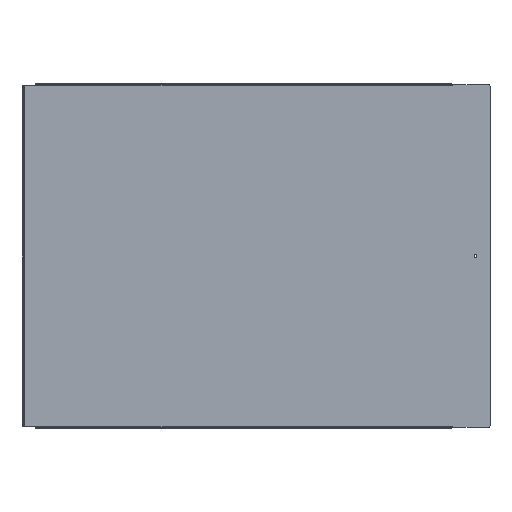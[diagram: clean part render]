
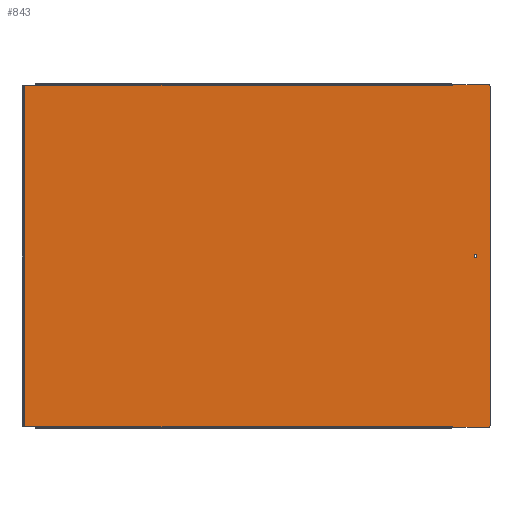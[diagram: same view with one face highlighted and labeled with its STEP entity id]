
A CAD part, front view. The second image highlights one B-rep face of the part: STEP entity #843.
In plain terms, the highlighted planar face has unit normal (0, -1, 0).
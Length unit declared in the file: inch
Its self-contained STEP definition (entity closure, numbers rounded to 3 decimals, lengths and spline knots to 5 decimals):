
#21=FACE_BOUND('',#147,.T.);
#47=PLANE('',#943);
#93=FACE_OUTER_BOUND('',#146,.T.);
#146=EDGE_LOOP('',(#738,#739,#740,#741,#742,#743,#744,#745,#746,#747,#748,
#749,#750,#751));
#147=EDGE_LOOP('',(#752));
#160=LINE('',#1233,#239);
#213=LINE('',#1399,#292);
#216=LINE('',#1405,#295);
#217=LINE('',#1407,#296);
#218=LINE('',#1409,#297);
#220=LINE('',#1413,#299);
#221=LINE('',#1415,#300);
#222=LINE('',#1418,#301);
#228=LINE('',#1436,#307);
#230=LINE('',#1440,#309);
#239=VECTOR('',#974,0.3937);
#292=VECTOR('',#1141,0.3937);
#295=VECTOR('',#1150,0.3937);
#296=VECTOR('',#1153,0.3937);
#297=VECTOR('',#1156,0.3937);
#299=VECTOR('',#1160,0.3937);
#300=VECTOR('',#1163,0.3937);
#301=VECTOR('',#1166,0.3937);
#307=VECTOR('',#1186,0.3937);
#309=VECTOR('',#1192,0.3937);
#313=CIRCLE('',#865,0.065);
#316=CIRCLE('',#869,0.075);
#320=CIRCLE('',#876,0.075);
#346=CIRCLE('',#929,0.0315);
#350=CIRCLE('',#944,0.0315);
#353=VERTEX_POINT('',#1214);
#357=VERTEX_POINT('',#1223);
#358=VERTEX_POINT('',#1225);
#360=VERTEX_POINT('',#1231);
#372=VERTEX_POINT('',#1259);
#393=VERTEX_POINT('',#1313);
#411=VERTEX_POINT('',#1374);
#412=VERTEX_POINT('',#1378);
#413=VERTEX_POINT('',#1384);
#414=VERTEX_POINT('',#1390);
#415=VERTEX_POINT('',#1397);
#416=VERTEX_POINT('',#1398);
#417=VERTEX_POINT('',#1411);
#418=VERTEX_POINT('',#1417);
#423=VERTEX_POINT('',#1435);
#425=EDGE_CURVE('',#353,#353,#313,.T.);
#430=EDGE_CURVE('',#357,#358,#316,.T.);
#434=EDGE_CURVE('',#357,#360,#160,.T.);
#448=EDGE_CURVE('',#372,#360,#320,.T.);
#516=EDGE_CURVE('',#415,#416,#213,.T.);
#519=EDGE_CURVE('',#411,#415,#346,.T.);
#520=EDGE_CURVE('',#412,#411,#216,.T.);
#521=EDGE_CURVE('',#412,#413,#217,.T.);
#522=EDGE_CURVE('',#414,#413,#218,.T.);
#524=EDGE_CURVE('',#372,#417,#220,.T.);
#525=EDGE_CURVE('',#416,#358,#221,.T.);
#526=EDGE_CURVE('',#418,#414,#222,.T.);
#535=EDGE_CURVE('',#417,#423,#228,.T.);
#537=EDGE_CURVE('',#423,#393,#350,.T.);
#538=EDGE_CURVE('',#393,#418,#230,.T.);
#738=ORIENTED_EDGE('',*,*,#430,.F.);
#739=ORIENTED_EDGE('',*,*,#434,.T.);
#740=ORIENTED_EDGE('',*,*,#448,.F.);
#741=ORIENTED_EDGE('',*,*,#524,.T.);
#742=ORIENTED_EDGE('',*,*,#535,.T.);
#743=ORIENTED_EDGE('',*,*,#537,.T.);
#744=ORIENTED_EDGE('',*,*,#538,.T.);
#745=ORIENTED_EDGE('',*,*,#526,.T.);
#746=ORIENTED_EDGE('',*,*,#522,.T.);
#747=ORIENTED_EDGE('',*,*,#521,.F.);
#748=ORIENTED_EDGE('',*,*,#520,.T.);
#749=ORIENTED_EDGE('',*,*,#519,.T.);
#750=ORIENTED_EDGE('',*,*,#516,.T.);
#751=ORIENTED_EDGE('',*,*,#525,.T.);
#752=ORIENTED_EDGE('',*,*,#425,.T.);
#843=ADVANCED_FACE('',(#93,#21),#47,.F.);
#865=AXIS2_PLACEMENT_3D('',#1215,#957,#958);
#869=AXIS2_PLACEMENT_3D('',#1226,#967,#968);
#876=AXIS2_PLACEMENT_3D('',#1261,#995,#996);
#929=AXIS2_PLACEMENT_3D('',#1403,#1146,#1147);
#943=AXIS2_PLACEMENT_3D('',#1438,#1188,#1189);
#944=AXIS2_PLACEMENT_3D('',#1439,#1190,#1191);
#957=DIRECTION('center_axis',(0.,1.,0.));
#958=DIRECTION('ref_axis',(0.,0.,-1.));
#967=DIRECTION('center_axis',(0.,1.,0.));
#968=DIRECTION('ref_axis',(0.707,0.,-0.707));
#974=DIRECTION('',(0.,0.,1.));
#995=DIRECTION('center_axis',(0.,1.,0.));
#996=DIRECTION('ref_axis',(0.707,0.,0.707));
#1141=DIRECTION('',(0.,0.,-1.));
#1146=DIRECTION('center_axis',(0.,1.,0.));
#1147=DIRECTION('ref_axis',(-1.,0.,0.));
#1150=DIRECTION('',(1.,0.,0.));
#1153=DIRECTION('',(-1.,0.,0.));
#1156=DIRECTION('',(0.,0.,-1.));
#1160=DIRECTION('',(-1.,0.,0.));
#1163=DIRECTION('',(1.,0.,0.));
#1166=DIRECTION('',(-1.,0.,0.));
#1186=DIRECTION('',(0.,0.,-1.));
#1188=DIRECTION('center_axis',(0.,1.,0.));
#1189=DIRECTION('ref_axis',(1.,0.,0.));
#1190=DIRECTION('center_axis',(0.,1.,0.));
#1191=DIRECTION('ref_axis',(-1.,0.,0.));
#1192=DIRECTION('',(-1.,0.,0.));
#1214=CARTESIAN_POINT('',(20.69595,6.818,-8.46165));
#1215=CARTESIAN_POINT('Origin',(20.69595,6.818,-8.52665));
#1223=CARTESIAN_POINT('',(21.416,6.818,-17.052));
#1225=CARTESIAN_POINT('',(21.341,6.818,-17.127));
#1226=CARTESIAN_POINT('Origin',(21.341,6.818,-17.052));
#1231=CARTESIAN_POINT('',(21.416,6.818,-0.002));
#1233=CARTESIAN_POINT('',(21.416,6.818,-17.047));
#1259=CARTESIAN_POINT('',(21.341,6.818,0.073));
#1261=CARTESIAN_POINT('Origin',(21.341,6.818,-0.002));
#1313=CARTESIAN_POINT('',(19.481,6.818,0.034));
#1374=CARTESIAN_POINT('',(19.481,6.818,-17.088));
#1378=CARTESIAN_POINT('',(-1.364,6.818,-17.088));
#1384=CARTESIAN_POINT('',(-1.955,6.818,-17.088));
#1390=CARTESIAN_POINT('',(-1.955,6.818,0.034));
#1397=CARTESIAN_POINT('',(19.544,6.818,-17.088));
#1398=CARTESIAN_POINT('',(19.544,6.818,-17.127));
#1399=CARTESIAN_POINT('',(19.544,6.818,-12.8075));
#1403=CARTESIAN_POINT('Origin',(19.5125,6.818,-17.088));
#1405=CARTESIAN_POINT('',(8.006,6.818,-17.088));
#1407=CARTESIAN_POINT('',(0.136,6.818,-17.088));
#1409=CARTESIAN_POINT('',(-1.955,6.818,-4.2465));
#1411=CARTESIAN_POINT('',(19.544,6.818,0.073));
#1413=CARTESIAN_POINT('',(32.006,6.818,0.073));
#1415=CARTESIAN_POINT('',(0.006,6.818,-17.127));
#1417=CARTESIAN_POINT('',(-1.364,6.818,0.034));
#1418=CARTESIAN_POINT('',(0.136,6.818,0.034));
#1435=CARTESIAN_POINT('',(19.544,6.818,0.034));
#1436=CARTESIAN_POINT('',(19.544,6.818,-4.227));
#1438=CARTESIAN_POINT('Origin',(16.006,6.818,-8.527));
#1439=CARTESIAN_POINT('Origin',(19.5125,6.818,0.034));
#1440=CARTESIAN_POINT('',(22.9735,6.818,0.034));
